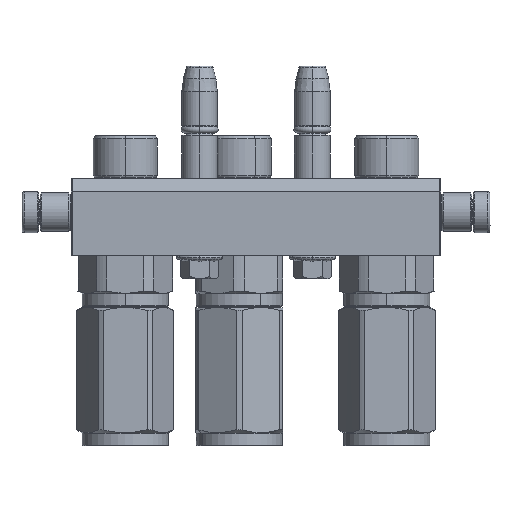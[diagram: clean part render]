
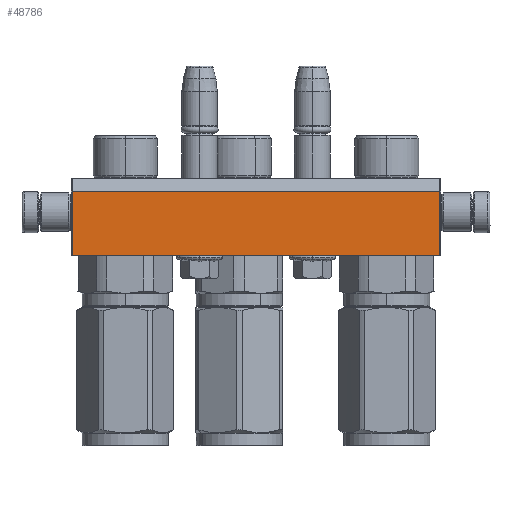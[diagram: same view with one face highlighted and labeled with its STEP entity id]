
A CAD part, left-side view. The second image highlights one B-rep face of the part: STEP entity #48786.
In plain terms, the highlighted face is planar.
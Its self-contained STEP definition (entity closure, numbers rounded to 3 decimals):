
#917 = LINE ( 'NONE', #11212, #35120 ) ;
#1710 = EDGE_CURVE ( 'NONE', #28242, #37775, #47055, .T. ) ;
#2892 = CARTESIAN_POINT ( 'NONE',  ( 143.5, 5., -90. ) ) ;
#3631 = AXIS2_PLACEMENT_3D ( 'NONE', #4050, #35423, #44180 ) ;
#4050 = CARTESIAN_POINT ( 'NONE',  ( 144., 0., -90. ) ) ;
#4918 = ORIENTED_EDGE ( 'NONE', *, *, #53565, .F. ) ;
#9652 = LINE ( 'NONE', #30891, #25726 ) ;
#11212 = CARTESIAN_POINT ( 'NONE',  ( 0.5, 5., -90. ) ) ;
#12033 = ORIENTED_EDGE ( 'NONE', *, *, #57069, .F. ) ;
#13442 = CARTESIAN_POINT ( 'NONE',  ( 0.5, 30., -90. ) ) ;
#20873 = DIRECTION ( 'NONE',  ( 0., 1., 0. ) ) ;
#21446 = VERTEX_POINT ( 'NONE', #22593 ) ;
#22593 = CARTESIAN_POINT ( 'NONE',  ( 143.5, 30., -90. ) ) ;
#24991 = CARTESIAN_POINT ( 'NONE',  ( 143.5, 5., -90. ) ) ;
#25726 = VECTOR ( 'NONE', #53115, 1000. ) ;
#26843 = PLANE ( 'NONE',  #3631 ) ;
#28242 = VERTEX_POINT ( 'NONE', #29497 ) ;
#28982 = VERTEX_POINT ( 'NONE', #13442 ) ;
#29497 = CARTESIAN_POINT ( 'NONE',  ( 143.5, 5., -90. ) ) ;
#30891 = CARTESIAN_POINT ( 'NONE',  ( 143.5, 30., -90. ) ) ;
#31022 = EDGE_LOOP ( 'NONE', ( #4918, #12033, #44736, #52480 ) ) ;
#35120 = VECTOR ( 'NONE', #55023, 1000. ) ;
#35205 = VECTOR ( 'NONE', #51615, 1000. ) ;
#35423 = DIRECTION ( 'NONE',  ( 0., 0., -1. ) ) ;
#37104 = FACE_OUTER_BOUND ( 'NONE', #31022, .T. ) ;
#37775 = VERTEX_POINT ( 'NONE', #39127 ) ;
#39127 = CARTESIAN_POINT ( 'NONE',  ( 0.5, 5., -90. ) ) ;
#42458 = VECTOR ( 'NONE', #20873, 1000. ) ;
#44180 = DIRECTION ( 'NONE',  ( -1., 0., 0. ) ) ;
#44736 = ORIENTED_EDGE ( 'NONE', *, *, #1710, .T. ) ;
#47055 = LINE ( 'NONE', #2892, #35205 ) ;
#48786 = ADVANCED_FACE ( 'NONE', ( #37104 ), #26843, .T. ) ;
#51615 = DIRECTION ( 'NONE',  ( -1., 0., 0. ) ) ;
#52480 = ORIENTED_EDGE ( 'NONE', *, *, #56207, .T. ) ;
#53115 = DIRECTION ( 'NONE',  ( -1., 0., 0. ) ) ;
#53565 = EDGE_CURVE ( 'NONE', #21446, #28982, #9652, .T. ) ;
#54310 = LINE ( 'NONE', #24991, #42458 ) ;
#55023 = DIRECTION ( 'NONE',  ( 0., 1., 0. ) ) ;
#56207 = EDGE_CURVE ( 'NONE', #37775, #28982, #917, .T. ) ;
#57069 = EDGE_CURVE ( 'NONE', #28242, #21446, #54310, .T. ) ;
